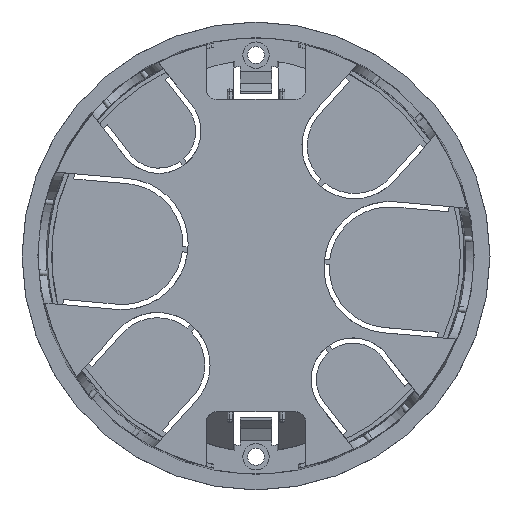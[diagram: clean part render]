
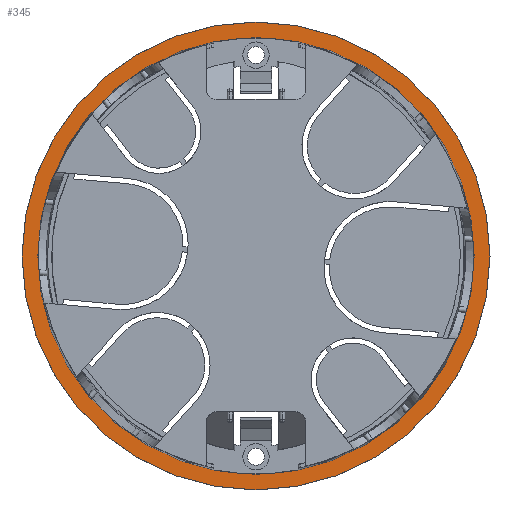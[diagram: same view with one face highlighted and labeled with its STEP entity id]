
A CAD part, top view. The second image highlights one B-rep face of the part: STEP entity #345.
In plain terms, the highlighted planar face has unit normal (0, 0, 1).
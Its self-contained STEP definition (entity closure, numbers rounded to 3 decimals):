
#345=ADVANCED_FACE('',(#1002,#1003),#1004,.T.);
#1002=FACE_OUTER_BOUND('',#2028,.T.);
#1003=FACE_BOUND('',#2029,.T.);
#1004=PLANE('',#2030);
#2028=EDGE_LOOP('',(#5081,#5082));
#2029=EDGE_LOOP('',(#5083,#5084));
#2030=AXIS2_PLACEMENT_3D('',#5085,#5086,#5087);
#5081=ORIENTED_EDGE('',*,*,#7178,.T.);
#5082=ORIENTED_EDGE('',*,*,#7179,.T.);
#5083=ORIENTED_EDGE('',*,*,#6107,.F.);
#5084=ORIENTED_EDGE('',*,*,#6224,.F.);
#5085=CARTESIAN_POINT('',(0.0,0.0,1.5));
#5086=DIRECTION('',(0.0,0.0,1.0));
#5087=DIRECTION('',(1.0,0.0,0.0));
#6107=EDGE_CURVE('',#7387,#7291,#7389,.T.);
#6224=EDGE_CURVE('',#7291,#7387,#7603,.T.);
#7178=EDGE_CURVE('',#9169,#9170,#9171,.T.);
#7179=EDGE_CURVE('',#9170,#9169,#9172,.T.);
#7291=VERTEX_POINT('',#9312);
#7387=VERTEX_POINT('',#9759);
#7389=CIRCLE('',#9762,41.487);
#7603=CIRCLE('',#10720,41.487);
#9169=VERTEX_POINT('',#14735);
#9170=VERTEX_POINT('',#14736);
#9171=CIRCLE('',#14737,44.487);
#9172=CIRCLE('',#14738,44.487);
#9312=CARTESIAN_POINT('',(41.487,0.,1.5));
#9759=CARTESIAN_POINT('',(-41.487,0.0,1.5));
#9762=AXIS2_PLACEMENT_3D('',#15028,#15029,#15030);
#10720=AXIS2_PLACEMENT_3D('',#15120,#15121,#15122);
#14735=CARTESIAN_POINT('',(0.0,44.487,1.5));
#14736=CARTESIAN_POINT('',(0.,-44.487,1.5));
#14737=AXIS2_PLACEMENT_3D('',#16266,#16267,#16268);
#14738=AXIS2_PLACEMENT_3D('',#16269,#16270,#16271);
#15028=CARTESIAN_POINT('',(0.0,0.0,1.5));
#15029=DIRECTION('',(0.0,0.0,1.0));
#15030=DIRECTION('',(-1.0,0.0,0.0));
#15120=CARTESIAN_POINT('',(0.0,0.0,1.5));
#15121=DIRECTION('',(0.0,0.0,1.0));
#15122=DIRECTION('',(-1.0,0.0,0.0));
#16266=CARTESIAN_POINT('',(0.0,0.,1.5));
#16267=DIRECTION('',(0.0,-0.0,1.0));
#16268=DIRECTION('',(0.0,1.0,0.0));
#16269=CARTESIAN_POINT('',(0.0,0.,1.5));
#16270=DIRECTION('',(0.0,-0.0,1.0));
#16271=DIRECTION('',(0.0,1.0,0.0));
